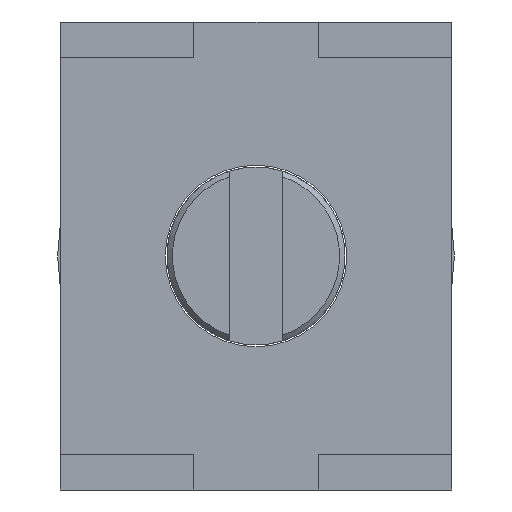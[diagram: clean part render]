
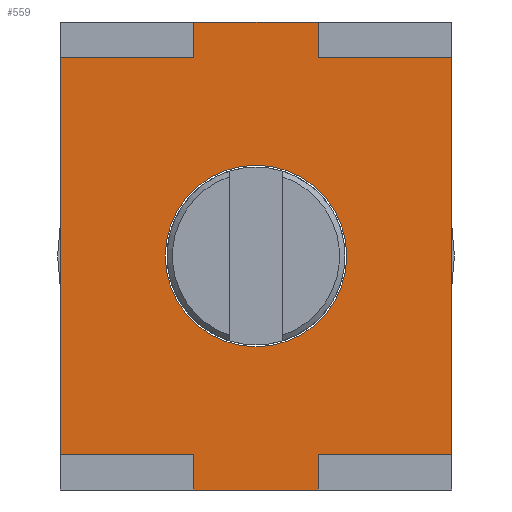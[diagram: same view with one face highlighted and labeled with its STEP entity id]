
A CAD part, front view. The second image highlights one B-rep face of the part: STEP entity #559.
In plain terms, the highlighted planar face has unit normal (0, -1, 0).
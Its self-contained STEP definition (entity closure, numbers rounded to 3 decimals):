
#559=ADVANCED_FACE('',(#1222,#1224),#1226,.T.);
#1222=FACE_BOUND('',#1223,.T.);
#1223=EDGE_LOOP('',(#1708,#1709,#1710,#1711,#1712,#1713,#1714,#1715,#1716,#1717,
#1718,#1719));
#1224=FACE_BOUND('',#1225,.T.);
#1225=EDGE_LOOP('',(#1720));
#1226=PLANE('',#1227);
#1227=AXIS2_PLACEMENT_3D('',#1228,#1229,#1230);
#1228=CARTESIAN_POINT('',(0.,-37.302,0.));
#1229=DIRECTION('',(0.,-1.,0.));
#1230=DIRECTION('',(1.,0.,0.));
#1708=ORIENTED_EDGE('',*,*,#1962,.T.);
#1709=ORIENTED_EDGE('',*,*,#1963,.T.);
#1710=ORIENTED_EDGE('',*,*,#1964,.T.);
#1711=ORIENTED_EDGE('',*,*,#1965,.T.);
#1712=ORIENTED_EDGE('',*,*,#1966,.T.);
#1713=ORIENTED_EDGE('',*,*,#1967,.T.);
#1714=ORIENTED_EDGE('',*,*,#1968,.T.);
#1715=ORIENTED_EDGE('',*,*,#1969,.T.);
#1716=ORIENTED_EDGE('',*,*,#1970,.T.);
#1717=ORIENTED_EDGE('',*,*,#1971,.T.);
#1718=ORIENTED_EDGE('',*,*,#1972,.T.);
#1719=ORIENTED_EDGE('',*,*,#1973,.T.);
#1720=ORIENTED_EDGE('',*,*,#1974,.T.);
#1962=EDGE_CURVE('',#2191,#2192,#2193,.T.);
#1963=EDGE_CURVE('',#2192,#2194,#2195,.T.);
#1964=EDGE_CURVE('',#2194,#2196,#2197,.T.);
#1965=EDGE_CURVE('',#2196,#2198,#2199,.T.);
#1966=EDGE_CURVE('',#2198,#2200,#2201,.T.);
#1967=EDGE_CURVE('',#2200,#2202,#2203,.T.);
#1968=EDGE_CURVE('',#2202,#2204,#2205,.T.);
#1969=EDGE_CURVE('',#2204,#2206,#2207,.T.);
#1970=EDGE_CURVE('',#2206,#2208,#2209,.T.);
#1971=EDGE_CURVE('',#2208,#2210,#2211,.T.);
#1972=EDGE_CURVE('',#2210,#2212,#2213,.T.);
#1973=EDGE_CURVE('',#2212,#2191,#2214,.T.);
#1974=EDGE_CURVE('',#2215,#2215,#2216,.F.);
#2191=VERTEX_POINT('',#2672);
#2192=VERTEX_POINT('',#2673);
#2193=LINE('',#2674,#2675);
#2194=VERTEX_POINT('',#2677);
#2195=LINE('',#2678,#2679);
#2196=VERTEX_POINT('',#2681);
#2197=LINE('',#2682,#2683);
#2198=VERTEX_POINT('',#2685);
#2199=LINE('',#2686,#2687);
#2200=VERTEX_POINT('',#2689);
#2201=LINE('',#2690,#2691);
#2202=VERTEX_POINT('',#2693);
#2203=LINE('',#2694,#2695);
#2204=VERTEX_POINT('',#2697);
#2205=LINE('',#2698,#2699);
#2206=VERTEX_POINT('',#2701);
#2207=LINE('',#2702,#2703);
#2208=VERTEX_POINT('',#2705);
#2209=LINE('',#2706,#2707);
#2210=VERTEX_POINT('',#2709);
#2211=LINE('',#2710,#2711);
#2212=VERTEX_POINT('',#2713);
#2213=LINE('',#2714,#2715);
#2214=LINE('',#2717,#2718);
#2215=VERTEX_POINT('',#2720);
#2216=CIRCLE('',#2721,5.1);
#2672=CARTESIAN_POINT('',(11.,-37.302,11.15));
#2673=CARTESIAN_POINT('',(3.5,-37.302,11.15));
#2674=CARTESIAN_POINT('',(11.,-37.302,11.15));
#2675=VECTOR('',#2676,1.);
#2676=DIRECTION('',(-1.,0.,0.));
#2677=CARTESIAN_POINT('',(3.5,-37.302,13.15));
#2678=CARTESIAN_POINT('',(3.5,-37.302,11.15));
#2679=VECTOR('',#2680,1.);
#2680=DIRECTION('',(0.,0.,1.));
#2681=CARTESIAN_POINT('',(-3.5,-37.302,13.15));
#2682=CARTESIAN_POINT('',(3.5,-37.302,13.15));
#2683=VECTOR('',#2684,1.);
#2684=DIRECTION('',(-1.,0.,0.));
#2685=CARTESIAN_POINT('',(-3.5,-37.302,11.15));
#2686=CARTESIAN_POINT('',(-3.5,-37.302,13.15));
#2687=VECTOR('',#2688,1.);
#2688=DIRECTION('',(0.,0.,-1.));
#2689=CARTESIAN_POINT('',(-11.,-37.302,11.15));
#2690=CARTESIAN_POINT('',(-3.5,-37.302,11.15));
#2691=VECTOR('',#2692,1.);
#2692=DIRECTION('',(-1.,0.,0.));
#2693=CARTESIAN_POINT('',(-11.,-37.302,-11.15));
#2694=CARTESIAN_POINT('',(-11.,-37.302,11.15));
#2695=VECTOR('',#2696,1.);
#2696=DIRECTION('',(0.,0.,-1.));
#2697=CARTESIAN_POINT('',(-3.5,-37.302,-11.15));
#2698=CARTESIAN_POINT('',(-11.,-37.302,-11.15));
#2699=VECTOR('',#2700,1.);
#2700=DIRECTION('',(1.,0.,0.));
#2701=CARTESIAN_POINT('',(-3.5,-37.302,-13.15));
#2702=CARTESIAN_POINT('',(-3.5,-37.302,-11.15));
#2703=VECTOR('',#2704,1.);
#2704=DIRECTION('',(0.,0.,-1.));
#2705=CARTESIAN_POINT('',(3.5,-37.302,-13.15));
#2706=CARTESIAN_POINT('',(-3.5,-37.302,-13.15));
#2707=VECTOR('',#2708,1.);
#2708=DIRECTION('',(1.,0.,0.));
#2709=CARTESIAN_POINT('',(3.5,-37.302,-11.15));
#2710=CARTESIAN_POINT('',(3.5,-37.302,-13.15));
#2711=VECTOR('',#2712,1.);
#2712=DIRECTION('',(0.,0.,1.));
#2713=CARTESIAN_POINT('',(11.,-37.302,-11.15));
#2714=CARTESIAN_POINT('',(3.5,-37.302,-11.15));
#2715=VECTOR('',#2716,1.);
#2716=DIRECTION('',(1.,0.,0.));
#2717=CARTESIAN_POINT('',(11.,-37.302,-11.15));
#2718=VECTOR('',#2719,1.);
#2719=DIRECTION('',(0.,0.,1.));
#2720=CARTESIAN_POINT('',(-5.1,-37.302,0.));
#2721=AXIS2_PLACEMENT_3D('',#2722,#2723,#2724);
#2722=CARTESIAN_POINT('',(0.,-37.302,0.));
#2723=DIRECTION('',(0.,-1.,0.));
#2724=DIRECTION('',(-1.,0.,0.));
